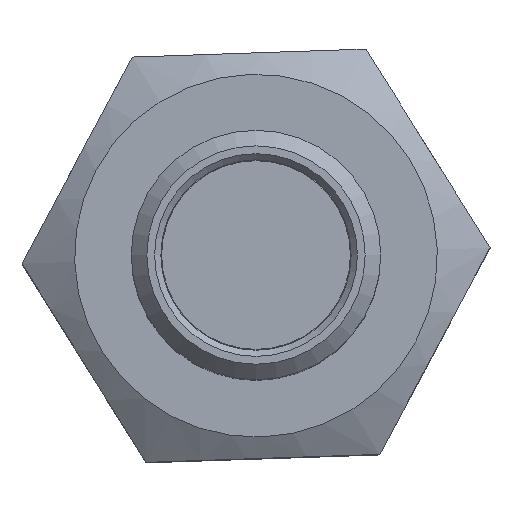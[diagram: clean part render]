
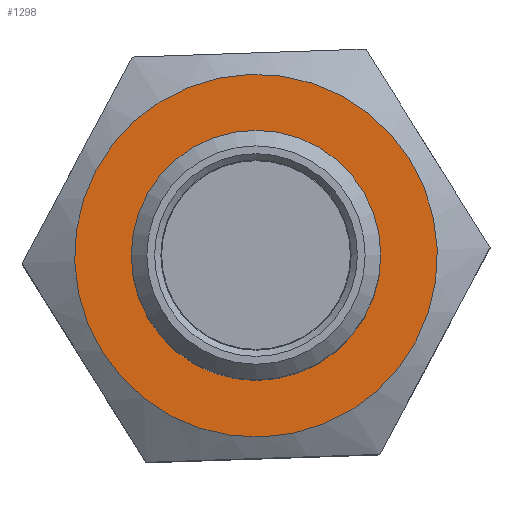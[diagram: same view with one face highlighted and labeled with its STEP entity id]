
A CAD part, top view. The second image highlights one B-rep face of the part: STEP entity #1298.
In plain terms, the highlighted planar face has unit normal (0, 0, 1).
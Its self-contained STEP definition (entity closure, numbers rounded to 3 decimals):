
#89=FACE_BOUND('',#480,.T.);
#365=FACE_OUTER_BOUND('',#479,.T.);
#479=EDGE_LOOP('',(#1050));
#480=EDGE_LOOP('',(#1051));
#620=CIRCLE('',#1432,5.815);
#621=CIRCLE('',#1433,4.);
#714=VERTEX_POINT('',#2361);
#715=VERTEX_POINT('',#2363);
#845=EDGE_CURVE('',#714,#714,#620,.T.);
#846=EDGE_CURVE('',#715,#715,#621,.T.);
#1050=ORIENTED_EDGE('',*,*,#845,.T.);
#1051=ORIENTED_EDGE('',*,*,#846,.F.);
#1242=PLANE('',#1431);
#1298=ADVANCED_FACE('',(#365,#89),#1242,.T.);
#1431=AXIS2_PLACEMENT_3D('',#2360,#1675,#1676);
#1432=AXIS2_PLACEMENT_3D('',#2362,#1677,#1678);
#1433=AXIS2_PLACEMENT_3D('',#2364,#1679,#1680);
#1675=DIRECTION('center_axis',(0.,0.,1.));
#1676=DIRECTION('ref_axis',(1.,0.,0.));
#1677=DIRECTION('center_axis',(0.,0.,
1.));
#1678=DIRECTION('ref_axis',(-0.833,0.553,0.));
#1679=DIRECTION('center_axis',(0.,0.,
1.));
#1680=DIRECTION('ref_axis',(0.814,-0.581,0.));
#2360=CARTESIAN_POINT('Origin',(6.006,0.204,38.494));
#2361=CARTESIAN_POINT('',(-5.812,-0.198,38.494));
#2362=CARTESIAN_POINT('Origin',(0.,0.,
38.494));
#2363=CARTESIAN_POINT('',(4.,0.,38.494));
#2364=CARTESIAN_POINT('Origin',(0.,0.,
38.494));
